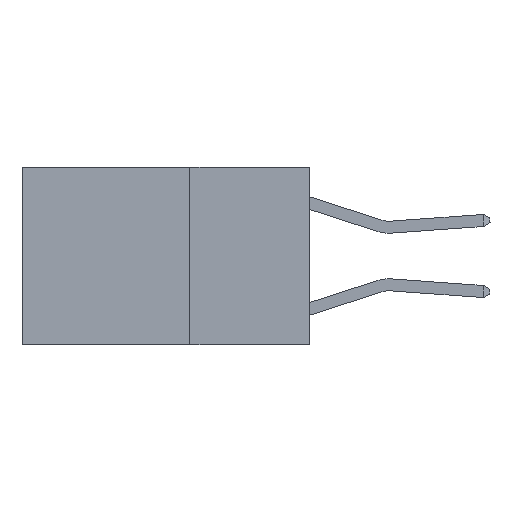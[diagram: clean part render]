
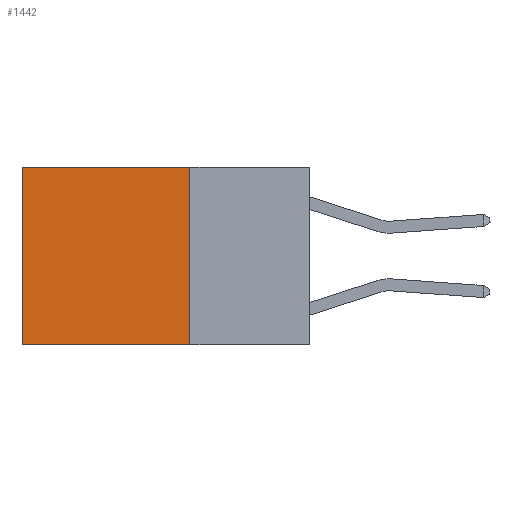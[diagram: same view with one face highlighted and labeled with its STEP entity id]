
A CAD part, left-side view. The second image highlights one B-rep face of the part: STEP entity #1442.
In plain terms, the highlighted planar face has unit normal (-1, 0, 0).
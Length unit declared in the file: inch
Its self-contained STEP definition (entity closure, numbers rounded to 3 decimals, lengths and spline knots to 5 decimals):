
#164 = DIRECTION ( 'NONE',  ( 0., 0., -1. ) ) ;
#737 = DIRECTION ( 'NONE',  ( 1., 0., 0. ) ) ;
#1183 = CARTESIAN_POINT ( 'NONE',  ( 0.2625, 0.6, 0. ) ) ;
#1220 = LINE ( 'NONE', #6031, #9660 ) ;
#1253 = DIRECTION ( 'NONE',  ( 0., 0., -1. ) ) ;
#1331 = CARTESIAN_POINT ( 'NONE',  ( 0.2625, 0.25, 0. ) ) ;
#1442 = ADVANCED_FACE ( 'NONE', ( #5204 ), #4442, .F. ) ;
#1672 = EDGE_CURVE ( 'NONE', #5802, #10152, #7557, .T. ) ;
#1781 = VERTEX_POINT ( 'NONE', #1183 ) ;
#1908 = EDGE_CURVE ( 'NONE', #1781, #10152, #9614, .T. ) ;
#2333 = EDGE_LOOP ( 'NONE', ( #7476, #10534, #9149, #2461 ) ) ;
#2461 = ORIENTED_EDGE ( 'NONE', *, *, #10779, .T. ) ;
#2677 = DIRECTION ( 'NONE',  ( 0., 0., -1. ) ) ;
#3365 = VERTEX_POINT ( 'NONE', #1331 ) ;
#3488 = DIRECTION ( 'NONE',  ( 0., 1., 0. ) ) ;
#3825 = CARTESIAN_POINT ( 'NONE',  ( 0.2625, 0.25, -0.37 ) ) ;
#4209 = CARTESIAN_POINT ( 'NONE',  ( 0.2625, 0.6, -0.37 ) ) ;
#4442 = PLANE ( 'NONE',  #10872 ) ;
#4581 = CARTESIAN_POINT ( 'NONE',  ( 0.2625, 0.25, 0. ) ) ;
#5204 = FACE_OUTER_BOUND ( 'NONE', #2333, .T. ) ;
#5246 = VECTOR ( 'NONE', #7677, 39.37008 ) ;
#5501 = CARTESIAN_POINT ( 'NONE',  ( 0.2625, 0.25, -0.37 ) ) ;
#5802 = VERTEX_POINT ( 'NONE', #5501 ) ;
#6031 = CARTESIAN_POINT ( 'NONE',  ( 0.2625, 0.25, 0. ) ) ;
#6405 = EDGE_CURVE ( 'NONE', #3365, #5802, #1220, .T. ) ;
#7166 = VECTOR ( 'NONE', #1253, 39.37008 ) ;
#7476 = ORIENTED_EDGE ( 'NONE', *, *, #1908, .T. ) ;
#7557 = LINE ( 'NONE', #3825, #9502 ) ;
#7677 = DIRECTION ( 'NONE',  ( 0., 1., 0. ) ) ;
#8505 = CARTESIAN_POINT ( 'NONE',  ( 0.2625, 0.25, 0. ) ) ;
#8590 = CARTESIAN_POINT ( 'NONE',  ( 0.2625, 0.6, 0. ) ) ;
#9149 = ORIENTED_EDGE ( 'NONE', *, *, #6405, .F. ) ;
#9502 = VECTOR ( 'NONE', #3488, 39.37008 ) ;
#9614 = LINE ( 'NONE', #8590, #7166 ) ;
#9660 = VECTOR ( 'NONE', #2677, 39.37008 ) ;
#9663 = LINE ( 'NONE', #8505, #5246 ) ;
#10152 = VERTEX_POINT ( 'NONE', #4209 ) ;
#10534 = ORIENTED_EDGE ( 'NONE', *, *, #1672, .F. ) ;
#10779 = EDGE_CURVE ( 'NONE', #3365, #1781, #9663, .T. ) ;
#10872 = AXIS2_PLACEMENT_3D ( 'NONE', #4581, #737, #164 ) ;
